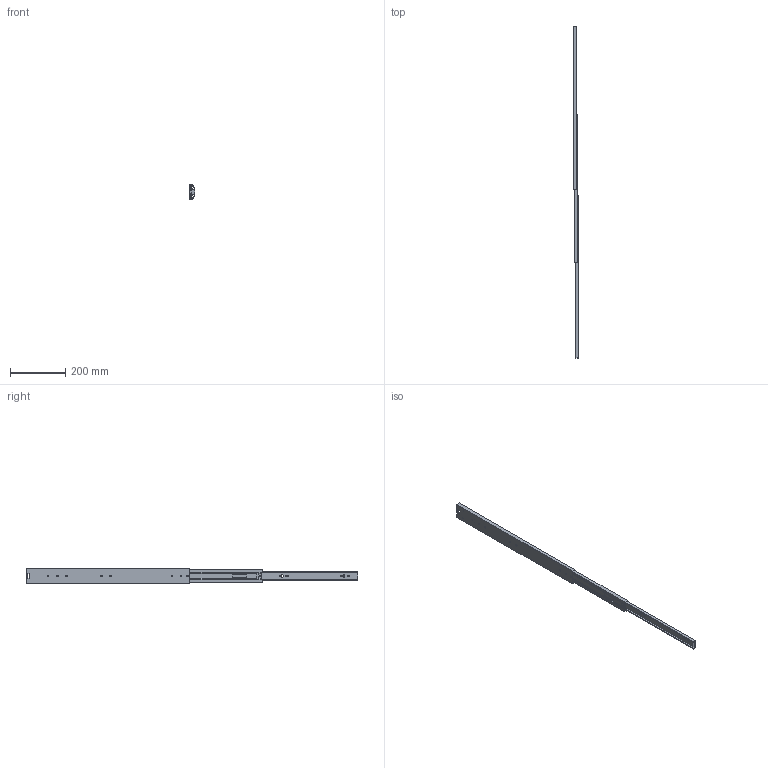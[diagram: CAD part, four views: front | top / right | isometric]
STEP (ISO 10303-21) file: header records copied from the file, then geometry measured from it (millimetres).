
FILE_DESCRIPTION( ( 'Unknown' ), '1' );
FILE_NAME( '600組合圖.stp', 'Unknown', ( 'Unknown' ), ( 'Unknown' ), 'PSStep 14.0', 'Unknown', ' ' );
FILE_SCHEMA( ( 'AUTOMOTIVE_DESIGN { 1 0 10303 214 1 1 1 1 }' ) );
Length unit declared in the file: millimetre
Products named in the file (4): Assem1; ; ; 
Assembly tree (3 placements, depth 2):
  Assem1
    
    
    
Bounding box: 18.9 x 1206.6 x 57.32 mm (x, y, z)
Volume: 264655.1 mm3; surface area: 232004.8 mm2
Topology: 3 solids, 3 shells, 216 faces, 622 edges, 419 vertices
Faces by surface type: plane 131, cylinder 85
Full cylindrical faces by diameter (mm): 4.2 x2, 5 x1, 5.5 x10, 6.2 x1, 6.5 x4, 7.8 x1
Entity records: 8788 total; most frequent: CARTESIAN_POINT 1212, DIRECTION 1198, ORIENTED_EDGE 1176, EDGE_CURVE 588, LINE 418, VECTOR 418, VERTEX_POINT 404, AXIS2_PLACEMENT_3D 390
